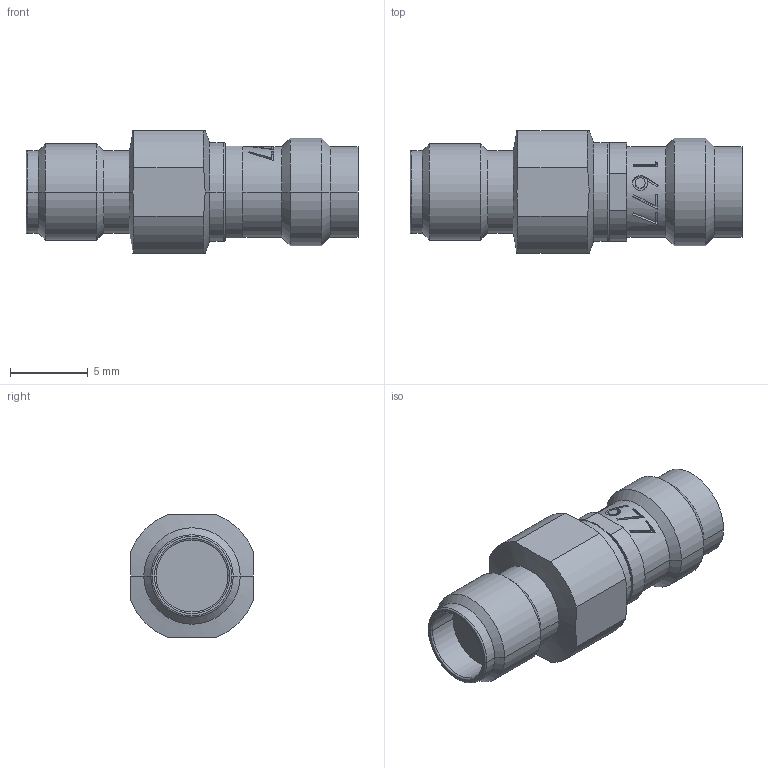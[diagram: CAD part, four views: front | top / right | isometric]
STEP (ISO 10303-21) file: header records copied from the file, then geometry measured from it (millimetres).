
FILE_DESCRIPTION (( 'STEP AP214' ), '1' );
FILE_NAME ('FMAD1677_3D.step', '2023-03-13T20:47:07', ( '' ), ( '' ), 'SwSTEP 2.0', 'SolidWorks 2022', '' );
FILE_SCHEMA (( 'AUTOMOTIVE_DESIGN' ));
Length unit declared in the file: millimetre
Products named in the file (1): FMAD1677_3D
Bounding box: 21.35 x 7.9 x 7.9 mm (x, y, z)
Volume: 651.8 mm3; surface area: 645.9 mm2
Topology: 1 solids, 1 shells, 93 faces, 217 edges, 136 vertices
Faces by surface type: cylinder 32, bspline 30, plane 13, cone 12, torus 6
Entity records: 3733 total; most frequent: CARTESIAN_POINT 1811, ORIENTED_EDGE 434, DIRECTION 309, EDGE_CURVE 217, VERTEX_POINT 136, AXIS2_PLACEMENT_3D 130, EDGE_LOOP 103, B_SPLINE_CURVE_WITH_KNOTS 102
